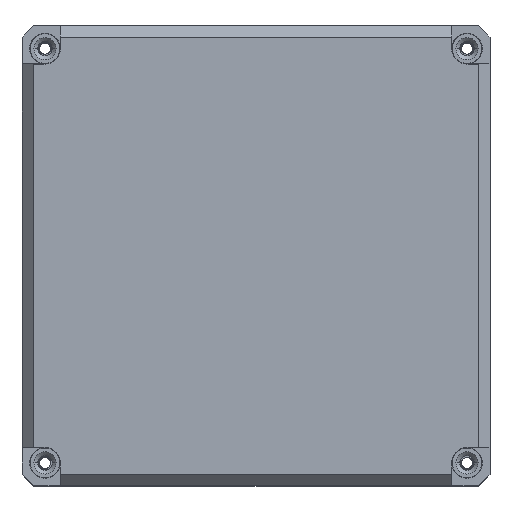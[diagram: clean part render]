
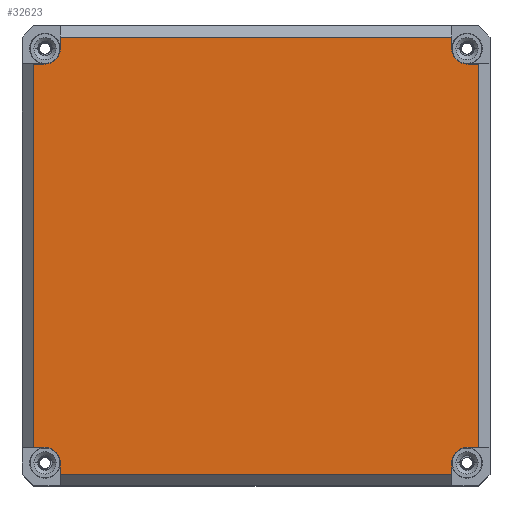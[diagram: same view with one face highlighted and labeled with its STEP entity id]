
A CAD part, top view. The second image highlights one B-rep face of the part: STEP entity #32623.
In plain terms, the highlighted planar face has unit normal (0, 0, 1).
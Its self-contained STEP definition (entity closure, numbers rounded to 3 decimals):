
#27575=DIRECTION('',(0.,1.,0.));
#27576=VECTOR('',#27575,99.948);
#27577=CARTESIAN_POINT('',(58.,-49.974,15.));
#27578=LINE('',#27577,#27576);
#27583=DIRECTION('',(0.,1.,0.));
#27584=VECTOR('',#27583,3.);
#27585=CARTESIAN_POINT('',(-50.974,-57.,15.));
#27586=LINE('',#27585,#27584);
#27587=CARTESIAN_POINT('',(-55.,-54.,15.));
#27588=DIRECTION('',(0.,0.,1.));
#27589=DIRECTION('',(1.,0.,0.));
#27590=AXIS2_PLACEMENT_3D('',#27587,#27588,#27589);
#27592=DIRECTION('',(1.,0.,0.));
#27593=VECTOR('',#27592,3.);
#27594=CARTESIAN_POINT('',(-58.,-49.974,15.));
#27595=LINE('',#27594,#27593);
#27596=DIRECTION('',(1.,0.,0.));
#27597=VECTOR('',#27596,3.);
#27598=CARTESIAN_POINT('',(-58.,49.974,15.));
#27599=LINE('',#27598,#27597);
#27600=CARTESIAN_POINT('',(-55.,54.,15.));
#27601=DIRECTION('',(0.,0.,1.));
#27602=DIRECTION('',(0.,-1.,0.));
#27603=AXIS2_PLACEMENT_3D('',#27600,#27601,#27602);
#27605=DIRECTION('',(0.,-1.,0.));
#27606=VECTOR('',#27605,3.);
#27607=CARTESIAN_POINT('',(-50.974,57.,15.));
#27608=LINE('',#27607,#27606);
#27609=DIRECTION('',(1.,0.,0.));
#27610=VECTOR('',#27609,101.948);
#27611=CARTESIAN_POINT('',(-50.974,57.,15.));
#27612=LINE('',#27611,#27610);
#27613=DIRECTION('',(0.,-1.,0.));
#27614=VECTOR('',#27613,3.);
#27615=CARTESIAN_POINT('',(50.974,57.,15.));
#27616=LINE('',#27615,#27614);
#27617=CARTESIAN_POINT('',(55.,54.,15.));
#27618=DIRECTION('',(0.,0.,1.));
#27619=DIRECTION('',(-1.,0.,0.));
#27620=AXIS2_PLACEMENT_3D('',#27617,#27618,#27619);
#27622=DIRECTION('',(-1.,0.,0.));
#27623=VECTOR('',#27622,3.);
#27624=CARTESIAN_POINT('',(58.,49.974,15.));
#27625=LINE('',#27624,#27623);
#27626=DIRECTION('',(-1.,0.,0.));
#27627=VECTOR('',#27626,3.);
#27628=CARTESIAN_POINT('',(58.,-49.974,15.));
#27629=LINE('',#27628,#27627);
#27630=CARTESIAN_POINT('',(55.,-54.,15.));
#27631=DIRECTION('',(0.,0.,1.));
#27632=DIRECTION('',(0.,1.,0.));
#27633=AXIS2_PLACEMENT_3D('',#27630,#27631,#27632);
#27635=DIRECTION('',(0.,1.,0.));
#27636=VECTOR('',#27635,3.);
#27637=CARTESIAN_POINT('',(50.974,-57.,15.));
#27638=LINE('',#27637,#27636);
#27643=DIRECTION('',(1.,0.,0.));
#27644=VECTOR('',#27643,101.948);
#27645=CARTESIAN_POINT('',(-50.974,-57.,15.));
#27646=LINE('',#27645,#27644);
#27693=DIRECTION('',(0.,-1.,0.));
#27694=VECTOR('',#27693,99.948);
#27695=CARTESIAN_POINT('',(-58.,49.974,15.));
#27696=LINE('',#27695,#27694);
#30979=CARTESIAN_POINT('',(50.974,57.,15.));
#30980=CARTESIAN_POINT('',(50.974,54.,15.));
#30981=VERTEX_POINT('',#30979);
#30982=VERTEX_POINT('',#30980);
#30983=CARTESIAN_POINT('',(55.,49.974,15.));
#30984=VERTEX_POINT('',#30983);
#30985=CARTESIAN_POINT('',(58.,49.974,15.));
#30986=VERTEX_POINT('',#30985);
#30987=CARTESIAN_POINT('',(-55.,49.974,15.));
#30988=CARTESIAN_POINT('',(-50.974,54.,15.));
#30989=VERTEX_POINT('',#30987);
#30990=VERTEX_POINT('',#30988);
#30991=CARTESIAN_POINT('',(-50.974,57.,15.));
#30992=VERTEX_POINT('',#30991);
#30993=CARTESIAN_POINT('',(-58.,49.974,15.));
#30994=VERTEX_POINT('',#30993);
#30995=CARTESIAN_POINT('',(58.,-49.974,15.));
#30996=CARTESIAN_POINT('',(55.,-49.974,15.));
#30997=VERTEX_POINT('',#30995);
#30998=VERTEX_POINT('',#30996);
#30999=CARTESIAN_POINT('',(50.974,-54.,15.));
#31000=VERTEX_POINT('',#30999);
#31001=CARTESIAN_POINT('',(50.974,-57.,15.));
#31002=VERTEX_POINT('',#31001);
#31003=CARTESIAN_POINT('',(-58.,-49.974,15.));
#31004=CARTESIAN_POINT('',(-55.,-49.974,15.));
#31005=VERTEX_POINT('',#31003);
#31006=VERTEX_POINT('',#31004);
#31007=CARTESIAN_POINT('',(-50.974,-57.,15.));
#31008=CARTESIAN_POINT('',(-50.974,-54.,15.));
#31009=VERTEX_POINT('',#31007);
#31010=VERTEX_POINT('',#31008);
#32590=CARTESIAN_POINT('',(0.,0.,15.));
#32591=DIRECTION('',(0.,0.,1.));
#32592=DIRECTION('',(1.,0.,0.));
#32593=AXIS2_PLACEMENT_3D('',#32590,#32591,#32592);
#32594=PLANE('',#32593);
#32596=ORIENTED_EDGE('',*,*,#32595,.F.);
#32598=ORIENTED_EDGE('',*,*,#32597,.T.);
#32599=ORIENTED_EDGE('',*,*,#32307,.T.);
#32601=ORIENTED_EDGE('',*,*,#32600,.F.);
#32603=ORIENTED_EDGE('',*,*,#32602,.F.);
#32605=ORIENTED_EDGE('',*,*,#32604,.T.);
#32606=ORIENTED_EDGE('',*,*,#32452,.T.);
#32607=ORIENTED_EDGE('',*,*,#32495,.F.);
#32608=ORIENTED_EDGE('',*,*,#32510,.T.);
#32610=ORIENTED_EDGE('',*,*,#32609,.T.);
#32612=ORIENTED_EDGE('',*,*,#32611,.T.);
#32613=ORIENTED_EDGE('',*,*,#32583,.F.);
#32614=ORIENTED_EDGE('',*,*,#32571,.F.);
#32616=ORIENTED_EDGE('',*,*,#32615,.T.);
#32618=ORIENTED_EDGE('',*,*,#32617,.T.);
#32620=ORIENTED_EDGE('',*,*,#32619,.F.);
#32621=EDGE_LOOP('',(#32596,#32598,#32599,#32601,#32603,#32605,#32606,#32607,
#32608,#32610,#32612,#32613,#32614,#32616,#32618,#32620));
#32622=FACE_OUTER_BOUND('',#32621,.F.);
#32623=ADVANCED_FACE('',(#32622),#32594,.T.);
#27591=CIRCLE('',#27590,4.026);
#27604=CIRCLE('',#27603,4.026);
#27621=CIRCLE('',#27620,4.026);
#27634=CIRCLE('',#27633,4.026);
#32307=EDGE_CURVE('',#31010,#31006,#27591,.T.);
#32452=EDGE_CURVE('',#30989,#30990,#27604,.T.);
#32495=EDGE_CURVE('',#30992,#30990,#27608,.T.);
#32510=EDGE_CURVE('',#30992,#30981,#27612,.T.);
#32571=EDGE_CURVE('',#30997,#30986,#27578,.T.);
#32583=EDGE_CURVE('',#30986,#30984,#27625,.T.);
#32595=EDGE_CURVE('',#31009,#31002,#27646,.T.);
#32597=EDGE_CURVE('',#31009,#31010,#27586,.T.);
#32600=EDGE_CURVE('',#31005,#31006,#27595,.T.);
#32602=EDGE_CURVE('',#30994,#31005,#27696,.T.);
#32604=EDGE_CURVE('',#30994,#30989,#27599,.T.);
#32609=EDGE_CURVE('',#30981,#30982,#27616,.T.);
#32611=EDGE_CURVE('',#30982,#30984,#27621,.T.);
#32615=EDGE_CURVE('',#30997,#30998,#27629,.T.);
#32617=EDGE_CURVE('',#30998,#31000,#27634,.T.);
#32619=EDGE_CURVE('',#31002,#31000,#27638,.T.);
